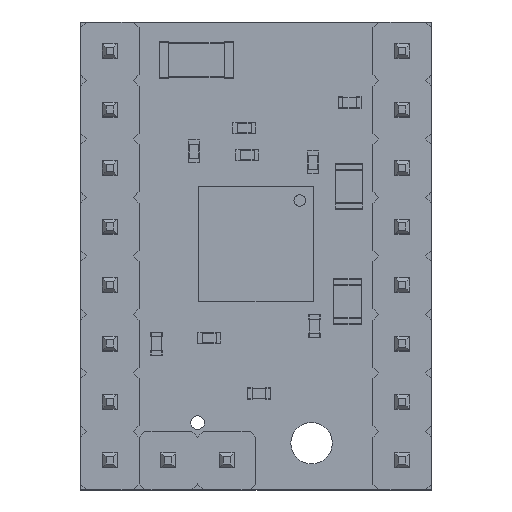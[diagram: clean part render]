
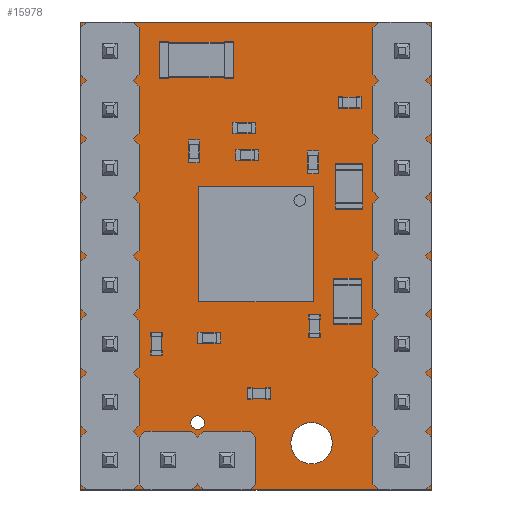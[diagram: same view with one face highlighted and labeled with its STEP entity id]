
A CAD part, top view. The second image highlights one B-rep face of the part: STEP entity #15978.
In plain terms, the highlighted planar face has unit normal (0, 0, 1).
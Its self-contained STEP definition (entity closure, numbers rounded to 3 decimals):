
#15646 = VERTEX_POINT('',#15647);
#15647 = CARTESIAN_POINT('',(7.62,-10.16,1.51));
#15653 = EDGE_CURVE('',#15646,#15654,#15656,.T.);
#15654 = VERTEX_POINT('',#15655);
#15655 = CARTESIAN_POINT('',(-7.62,-10.16,1.51));
#15656 = LINE('',#15657,#15658);
#15657 = CARTESIAN_POINT('',(7.62,-10.16,1.51));
#15658 = VECTOR('',#15659,1.);
#15659 = DIRECTION('',(-1.,0.,0.));
#15686 = VERTEX_POINT('',#15687);
#15687 = CARTESIAN_POINT('',(7.62,10.16,1.51));
#15693 = EDGE_CURVE('',#15686,#15646,#15694,.T.);
#15694 = LINE('',#15695,#15696);
#15695 = CARTESIAN_POINT('',(7.62,10.16,1.51));
#15696 = VECTOR('',#15697,1.);
#15697 = DIRECTION('',(0.,-1.,0.));
#15715 = EDGE_CURVE('',#15654,#15716,#15718,.T.);
#15716 = VERTEX_POINT('',#15717);
#15717 = CARTESIAN_POINT('',(-7.62,10.16,1.51));
#15718 = LINE('',#15719,#15720);
#15719 = CARTESIAN_POINT('',(-7.62,-10.16,1.51));
#15720 = VECTOR('',#15721,1.);
#15721 = DIRECTION('',(0.,1.,0.));
#15978 = ADVANCED_FACE('',(#15979,#15990,#16001,#16012,#16023,#16034,
    #16045,#16056,#16067,#16078,#16089,#16100,#16111,#16122,#16133,
    #16144,#16155,#16166,#16177,#16188,#16199),#16210,.T.);
#15979 = FACE_BOUND('',#15980,.T.);
#15980 = EDGE_LOOP('',(#15981,#15982,#15983,#15989));
#15981 = ORIENTED_EDGE('',*,*,#15653,.F.);
#15982 = ORIENTED_EDGE('',*,*,#15693,.F.);
#15983 = ORIENTED_EDGE('',*,*,#15984,.F.);
#15984 = EDGE_CURVE('',#15716,#15686,#15985,.T.);
#15985 = LINE('',#15986,#15987);
#15986 = CARTESIAN_POINT('',(-7.62,10.16,1.51));
#15987 = VECTOR('',#15988,1.);
#15988 = DIRECTION('',(1.,0.,0.));
#15989 = ORIENTED_EDGE('',*,*,#15715,.F.);
#15990 = FACE_BOUND('',#15991,.T.);
#15991 = EDGE_LOOP('',(#15992));
#15992 = ORIENTED_EDGE('',*,*,#15993,.T.);
#15993 = EDGE_CURVE('',#15994,#15994,#15996,.T.);
#15994 = VERTEX_POINT('',#15995);
#15995 = CARTESIAN_POINT('',(-6.35,-9.39,1.51));
#15996 = CIRCLE('',#15997,0.5);
#15997 = AXIS2_PLACEMENT_3D('',#15998,#15999,#16000);
#15998 = CARTESIAN_POINT('',(-6.35,-8.89,1.51));
#15999 = DIRECTION('',(-0.,0.,-1.));
#16000 = DIRECTION('',(-0.,-1.,0.));
#16001 = FACE_BOUND('',#16002,.T.);
#16002 = EDGE_LOOP('',(#16003));
#16003 = ORIENTED_EDGE('',*,*,#16004,.T.);
#16004 = EDGE_CURVE('',#16005,#16005,#16007,.T.);
#16005 = VERTEX_POINT('',#16006);
#16006 = CARTESIAN_POINT('',(-3.81,-9.39,1.51));
#16007 = CIRCLE('',#16008,0.5);
#16008 = AXIS2_PLACEMENT_3D('',#16009,#16010,#16011);
#16009 = CARTESIAN_POINT('',(-3.81,-8.89,1.51));
#16010 = DIRECTION('',(-0.,0.,-1.));
#16011 = DIRECTION('',(0.,-1.,0.));
#16012 = FACE_BOUND('',#16013,.T.);
#16013 = EDGE_LOOP('',(#16014));
#16014 = ORIENTED_EDGE('',*,*,#16015,.T.);
#16015 = EDGE_CURVE('',#16016,#16016,#16018,.T.);
#16016 = VERTEX_POINT('',#16017);
#16017 = CARTESIAN_POINT('',(-6.35,-6.85,1.51));
#16018 = CIRCLE('',#16019,0.5);
#16019 = AXIS2_PLACEMENT_3D('',#16020,#16021,#16022);
#16020 = CARTESIAN_POINT('',(-6.35,-6.35,1.51));
#16021 = DIRECTION('',(-0.,0.,-1.));
#16022 = DIRECTION('',(-0.,-1.,0.));
#16023 = FACE_BOUND('',#16024,.T.);
#16024 = EDGE_LOOP('',(#16025));
#16025 = ORIENTED_EDGE('',*,*,#16026,.T.);
#16026 = EDGE_CURVE('',#16027,#16027,#16029,.T.);
#16027 = VERTEX_POINT('',#16028);
#16028 = CARTESIAN_POINT('',(-2.54,-7.539,1.51));
#16029 = CIRCLE('',#16030,0.3);
#16030 = AXIS2_PLACEMENT_3D('',#16031,#16032,#16033);
#16031 = CARTESIAN_POINT('',(-2.54,-7.239,1.51));
#16032 = DIRECTION('',(-0.,0.,-1.));
#16033 = DIRECTION('',(-0.,-1.,0.));
#16034 = FACE_BOUND('',#16035,.T.);
#16035 = EDGE_LOOP('',(#16036));
#16036 = ORIENTED_EDGE('',*,*,#16037,.T.);
#16037 = EDGE_CURVE('',#16038,#16038,#16040,.T.);
#16038 = VERTEX_POINT('',#16039);
#16039 = CARTESIAN_POINT('',(-1.27,-9.39,1.51));
#16040 = CIRCLE('',#16041,0.5);
#16041 = AXIS2_PLACEMENT_3D('',#16042,#16043,#16044);
#16042 = CARTESIAN_POINT('',(-1.27,-8.89,1.51));
#16043 = DIRECTION('',(-0.,0.,-1.));
#16044 = DIRECTION('',(-0.,-1.,0.));
#16045 = FACE_BOUND('',#16046,.T.);
#16046 = EDGE_LOOP('',(#16047));
#16047 = ORIENTED_EDGE('',*,*,#16048,.T.);
#16048 = EDGE_CURVE('',#16049,#16049,#16051,.T.);
#16049 = VERTEX_POINT('',#16050);
#16050 = CARTESIAN_POINT('',(-6.35,-4.31,1.51));
#16051 = CIRCLE('',#16052,0.5);
#16052 = AXIS2_PLACEMENT_3D('',#16053,#16054,#16055);
#16053 = CARTESIAN_POINT('',(-6.35,-3.81,1.51));
#16054 = DIRECTION('',(-0.,0.,-1.));
#16055 = DIRECTION('',(-0.,-1.,0.));
#16056 = FACE_BOUND('',#16057,.T.);
#16057 = EDGE_LOOP('',(#16058));
#16058 = ORIENTED_EDGE('',*,*,#16059,.T.);
#16059 = EDGE_CURVE('',#16060,#16060,#16062,.T.);
#16060 = VERTEX_POINT('',#16061);
#16061 = CARTESIAN_POINT('',(-6.35,-1.77,1.51));
#16062 = CIRCLE('',#16063,0.5);
#16063 = AXIS2_PLACEMENT_3D('',#16064,#16065,#16066);
#16064 = CARTESIAN_POINT('',(-6.35,-1.27,1.51));
#16065 = DIRECTION('',(-0.,0.,-1.));
#16066 = DIRECTION('',(-0.,-1.,0.));
#16067 = FACE_BOUND('',#16068,.T.);
#16068 = EDGE_LOOP('',(#16069));
#16069 = ORIENTED_EDGE('',*,*,#16070,.T.);
#16070 = EDGE_CURVE('',#16071,#16071,#16073,.T.);
#16071 = VERTEX_POINT('',#16072);
#16072 = CARTESIAN_POINT('',(2.413,-9.028,1.51));
#16073 = CIRCLE('',#16074,0.9);
#16074 = AXIS2_PLACEMENT_3D('',#16075,#16076,#16077);
#16075 = CARTESIAN_POINT('',(2.413,-8.128,1.51));
#16076 = DIRECTION('',(-0.,0.,-1.));
#16077 = DIRECTION('',(0.,-1.,0.));
#16078 = FACE_BOUND('',#16079,.T.);
#16079 = EDGE_LOOP('',(#16080));
#16080 = ORIENTED_EDGE('',*,*,#16081,.T.);
#16081 = EDGE_CURVE('',#16082,#16082,#16084,.T.);
#16082 = VERTEX_POINT('',#16083);
#16083 = CARTESIAN_POINT('',(6.35,-9.39,1.51));
#16084 = CIRCLE('',#16085,0.5);
#16085 = AXIS2_PLACEMENT_3D('',#16086,#16087,#16088);
#16086 = CARTESIAN_POINT('',(6.35,-8.89,1.51));
#16087 = DIRECTION('',(-0.,0.,-1.));
#16088 = DIRECTION('',(-0.,-1.,0.));
#16089 = FACE_BOUND('',#16090,.T.);
#16090 = EDGE_LOOP('',(#16091));
#16091 = ORIENTED_EDGE('',*,*,#16092,.T.);
#16092 = EDGE_CURVE('',#16093,#16093,#16095,.T.);
#16093 = VERTEX_POINT('',#16094);
#16094 = CARTESIAN_POINT('',(6.35,-6.85,1.51));
#16095 = CIRCLE('',#16096,0.5);
#16096 = AXIS2_PLACEMENT_3D('',#16097,#16098,#16099);
#16097 = CARTESIAN_POINT('',(6.35,-6.35,1.51));
#16098 = DIRECTION('',(-0.,0.,-1.));
#16099 = DIRECTION('',(-0.,-1.,0.));
#16100 = FACE_BOUND('',#16101,.T.);
#16101 = EDGE_LOOP('',(#16102));
#16102 = ORIENTED_EDGE('',*,*,#16103,.T.);
#16103 = EDGE_CURVE('',#16104,#16104,#16106,.T.);
#16104 = VERTEX_POINT('',#16105);
#16105 = CARTESIAN_POINT('',(6.35,-4.31,1.51));
#16106 = CIRCLE('',#16107,0.5);
#16107 = AXIS2_PLACEMENT_3D('',#16108,#16109,#16110);
#16108 = CARTESIAN_POINT('',(6.35,-3.81,1.51));
#16109 = DIRECTION('',(-0.,0.,-1.));
#16110 = DIRECTION('',(-0.,-1.,0.));
#16111 = FACE_BOUND('',#16112,.T.);
#16112 = EDGE_LOOP('',(#16113));
#16113 = ORIENTED_EDGE('',*,*,#16114,.T.);
#16114 = EDGE_CURVE('',#16115,#16115,#16117,.T.);
#16115 = VERTEX_POINT('',#16116);
#16116 = CARTESIAN_POINT('',(6.35,-1.77,1.51));
#16117 = CIRCLE('',#16118,0.5);
#16118 = AXIS2_PLACEMENT_3D('',#16119,#16120,#16121);
#16119 = CARTESIAN_POINT('',(6.35,-1.27,1.51));
#16120 = DIRECTION('',(-0.,0.,-1.));
#16121 = DIRECTION('',(-0.,-1.,0.));
#16122 = FACE_BOUND('',#16123,.T.);
#16123 = EDGE_LOOP('',(#16124));
#16124 = ORIENTED_EDGE('',*,*,#16125,.T.);
#16125 = EDGE_CURVE('',#16126,#16126,#16128,.T.);
#16126 = VERTEX_POINT('',#16127);
#16127 = CARTESIAN_POINT('',(-6.35,0.77,1.51));
#16128 = CIRCLE('',#16129,0.5);
#16129 = AXIS2_PLACEMENT_3D('',#16130,#16131,#16132);
#16130 = CARTESIAN_POINT('',(-6.35,1.27,1.51));
#16131 = DIRECTION('',(-0.,0.,-1.));
#16132 = DIRECTION('',(-0.,-1.,0.));
#16133 = FACE_BOUND('',#16134,.T.);
#16134 = EDGE_LOOP('',(#16135));
#16135 = ORIENTED_EDGE('',*,*,#16136,.T.);
#16136 = EDGE_CURVE('',#16137,#16137,#16139,.T.);
#16137 = VERTEX_POINT('',#16138);
#16138 = CARTESIAN_POINT('',(-6.35,3.31,1.51));
#16139 = CIRCLE('',#16140,0.5);
#16140 = AXIS2_PLACEMENT_3D('',#16141,#16142,#16143);
#16141 = CARTESIAN_POINT('',(-6.35,3.81,1.51));
#16142 = DIRECTION('',(-0.,0.,-1.));
#16143 = DIRECTION('',(-0.,-1.,0.));
#16144 = FACE_BOUND('',#16145,.T.);
#16145 = EDGE_LOOP('',(#16146));
#16146 = ORIENTED_EDGE('',*,*,#16147,.T.);
#16147 = EDGE_CURVE('',#16148,#16148,#16150,.T.);
#16148 = VERTEX_POINT('',#16149);
#16149 = CARTESIAN_POINT('',(-6.35,5.85,1.51));
#16150 = CIRCLE('',#16151,0.5);
#16151 = AXIS2_PLACEMENT_3D('',#16152,#16153,#16154);
#16152 = CARTESIAN_POINT('',(-6.35,6.35,1.51));
#16153 = DIRECTION('',(-0.,0.,-1.));
#16154 = DIRECTION('',(-0.,-1.,0.));
#16155 = FACE_BOUND('',#16156,.T.);
#16156 = EDGE_LOOP('',(#16157));
#16157 = ORIENTED_EDGE('',*,*,#16158,.T.);
#16158 = EDGE_CURVE('',#16159,#16159,#16161,.T.);
#16159 = VERTEX_POINT('',#16160);
#16160 = CARTESIAN_POINT('',(-6.35,8.39,1.51));
#16161 = CIRCLE('',#16162,0.5);
#16162 = AXIS2_PLACEMENT_3D('',#16163,#16164,#16165);
#16163 = CARTESIAN_POINT('',(-6.35,8.89,1.51));
#16164 = DIRECTION('',(-0.,0.,-1.));
#16165 = DIRECTION('',(-0.,-1.,0.));
#16166 = FACE_BOUND('',#16167,.T.);
#16167 = EDGE_LOOP('',(#16168));
#16168 = ORIENTED_EDGE('',*,*,#16169,.T.);
#16169 = EDGE_CURVE('',#16170,#16170,#16172,.T.);
#16170 = VERTEX_POINT('',#16171);
#16171 = CARTESIAN_POINT('',(6.35,0.77,1.51));
#16172 = CIRCLE('',#16173,0.5);
#16173 = AXIS2_PLACEMENT_3D('',#16174,#16175,#16176);
#16174 = CARTESIAN_POINT('',(6.35,1.27,1.51));
#16175 = DIRECTION('',(-0.,0.,-1.));
#16176 = DIRECTION('',(-0.,-1.,0.));
#16177 = FACE_BOUND('',#16178,.T.);
#16178 = EDGE_LOOP('',(#16179));
#16179 = ORIENTED_EDGE('',*,*,#16180,.T.);
#16180 = EDGE_CURVE('',#16181,#16181,#16183,.T.);
#16181 = VERTEX_POINT('',#16182);
#16182 = CARTESIAN_POINT('',(6.35,3.31,1.51));
#16183 = CIRCLE('',#16184,0.5);
#16184 = AXIS2_PLACEMENT_3D('',#16185,#16186,#16187);
#16185 = CARTESIAN_POINT('',(6.35,3.81,1.51));
#16186 = DIRECTION('',(-0.,0.,-1.));
#16187 = DIRECTION('',(-0.,-1.,0.));
#16188 = FACE_BOUND('',#16189,.T.);
#16189 = EDGE_LOOP('',(#16190));
#16190 = ORIENTED_EDGE('',*,*,#16191,.T.);
#16191 = EDGE_CURVE('',#16192,#16192,#16194,.T.);
#16192 = VERTEX_POINT('',#16193);
#16193 = CARTESIAN_POINT('',(6.35,5.85,1.51));
#16194 = CIRCLE('',#16195,0.5);
#16195 = AXIS2_PLACEMENT_3D('',#16196,#16197,#16198);
#16196 = CARTESIAN_POINT('',(6.35,6.35,1.51));
#16197 = DIRECTION('',(-0.,0.,-1.));
#16198 = DIRECTION('',(-0.,-1.,0.));
#16199 = FACE_BOUND('',#16200,.T.);
#16200 = EDGE_LOOP('',(#16201));
#16201 = ORIENTED_EDGE('',*,*,#16202,.T.);
#16202 = EDGE_CURVE('',#16203,#16203,#16205,.T.);
#16203 = VERTEX_POINT('',#16204);
#16204 = CARTESIAN_POINT('',(6.35,8.39,1.51));
#16205 = CIRCLE('',#16206,0.5);
#16206 = AXIS2_PLACEMENT_3D('',#16207,#16208,#16209);
#16207 = CARTESIAN_POINT('',(6.35,8.89,1.51));
#16208 = DIRECTION('',(-0.,0.,-1.));
#16209 = DIRECTION('',(-0.,-1.,0.));
#16210 = PLANE('',#16211);
#16211 = AXIS2_PLACEMENT_3D('',#16212,#16213,#16214);
#16212 = CARTESIAN_POINT('',(0.,0.,1.51));
#16213 = DIRECTION('',(0.,0.,1.));
#16214 = DIRECTION('',(1.,0.,-0.));
